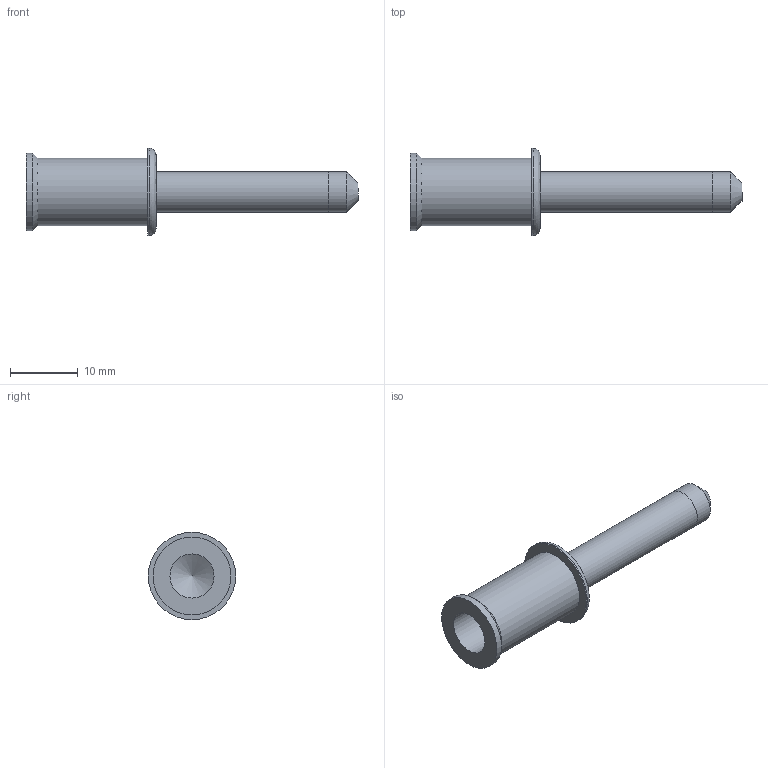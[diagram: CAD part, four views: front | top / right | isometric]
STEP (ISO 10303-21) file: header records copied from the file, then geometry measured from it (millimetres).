
FILE_DESCRIPTION(/* description */ (''),/* implementation_level */ '2;1');
FILE_NAME(/* name */ 'n 01 060 000x 1nxc001-03.stp',/* time_stamp */ '2022-06-02T15:45:50+02:00',/* author */ (''),/* organization */ (''),/* preprocessor_version */ 'ST-DEVELOPER v16.7',/* originating_system */ 'SIEMENS PLM Software NX 12.0',/* authorisation */ '');
FILE_SCHEMA (('AUTOMOTIVE_DESIGN { 1 0 10303 214 3 1 1 1 }'));
Length unit declared in the file: millimetre
Products named in the file (1): n 01 060 000x 1nxc001-03
Bounding box: 49 x 12.9 x 12.9 mm (x, y, z)
Volume: 1848.4 mm3; surface area: 1782.5 mm2
Topology: 1 solids, 1 shells, 14 faces, 28 edges, 18 vertices
Faces by surface type: cylinder 6, plane 4, cone 3, bspline 1
Full cylindrical faces by diameter (mm): 6 x2, 6.5 x1, 10 x1, 11.5 x1, 12.9 x1
Entity records: 417 total; most frequent: CARTESIAN_POINT 76, DIRECTION 54, AXIS2_PLACEMENT_3D 27, FACE_BOUND 26, EDGE_LOOP 26, ORIENTED_EDGE 26, ADVANCED_FACE 14, VERTEX_POINT 14
